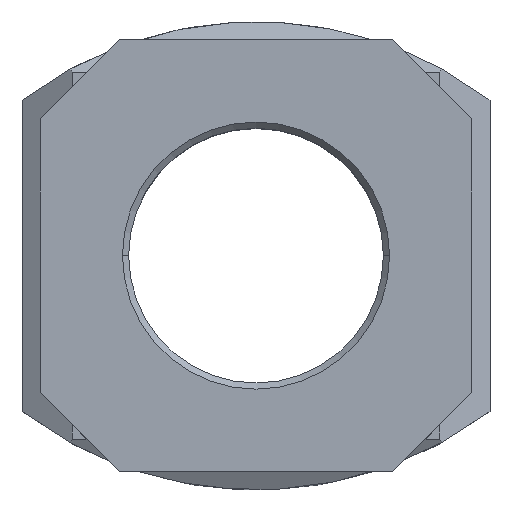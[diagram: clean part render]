
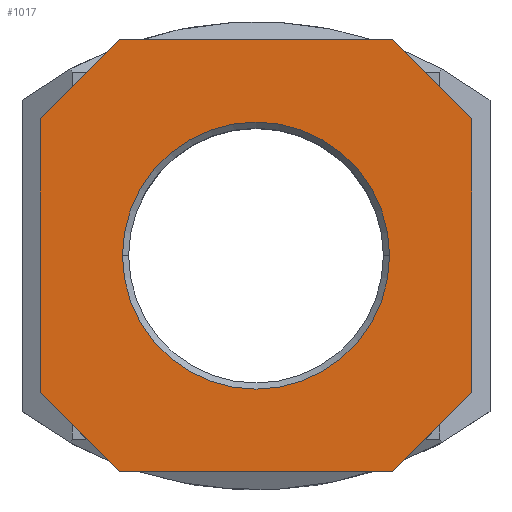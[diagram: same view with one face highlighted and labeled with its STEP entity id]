
A CAD part, top view. The second image highlights one B-rep face of the part: STEP entity #1017.
In plain terms, the highlighted planar face has unit normal (0, 0, 1).
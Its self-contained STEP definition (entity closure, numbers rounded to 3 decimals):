
#26 = ORIENTED_EDGE ( 'NONE', *, *, #1472, .F. ) ;
#34 = CIRCLE ( 'NONE', #701, 10.986 ) ;
#61 = FACE_BOUND ( 'NONE', #268, .T. ) ;
#72 = LINE ( 'NONE', #665, #1356 ) ;
#83 = CARTESIAN_POINT ( 'NONE',  ( -17.75, 11.25, 18. ) ) ;
#85 = DIRECTION ( 'NONE',  ( 1., 0., 0. ) ) ;
#100 = EDGE_LOOP ( 'NONE', ( #1492, #695, #182, #499, #26, #454, #149, #840 ) ) ;
#149 = ORIENTED_EDGE ( 'NONE', *, *, #1190, .F. ) ;
#182 = ORIENTED_EDGE ( 'NONE', *, *, #1212, .F. ) ;
#203 = VERTEX_POINT ( 'NONE', #788 ) ;
#211 = LINE ( 'NONE', #83, #784 ) ;
#213 = DIRECTION ( 'NONE',  ( 0., 0., 1. ) ) ;
#221 = LINE ( 'NONE', #1532, #1436 ) ;
#226 = CARTESIAN_POINT ( 'NONE',  ( 0., -17.75, 18. ) ) ;
#263 = CARTESIAN_POINT ( 'NONE',  ( -10.986, 0., 18. ) ) ;
#268 = EDGE_LOOP ( 'NONE', ( #379, #853 ) ) ;
#274 = VECTOR ( 'NONE', #290, 1000. ) ;
#285 = VECTOR ( 'NONE', #1397, 1000. ) ;
#290 = DIRECTION ( 'NONE',  ( 0., -1., 0. ) ) ;
#326 = FACE_OUTER_BOUND ( 'NONE', #100, .T. ) ;
#359 = CARTESIAN_POINT ( 'NONE',  ( 11.25, 17.75, 18. ) ) ;
#366 = VECTOR ( 'NONE', #742, 1000. ) ;
#373 = LINE ( 'NONE', #390, #366 ) ;
#379 = ORIENTED_EDGE ( 'NONE', *, *, #1548, .F. ) ;
#383 = CARTESIAN_POINT ( 'NONE',  ( 0., 0., 18. ) ) ;
#390 = CARTESIAN_POINT ( 'NONE',  ( 0., 17.75, 18. ) ) ;
#411 = VERTEX_POINT ( 'NONE', #1130 ) ;
#454 = ORIENTED_EDGE ( 'NONE', *, *, #552, .T. ) ;
#499 = ORIENTED_EDGE ( 'NONE', *, *, #609, .T. ) ;
#510 = CARTESIAN_POINT ( 'NONE',  ( 0., 0., 18. ) ) ;
#513 = CARTESIAN_POINT ( 'NONE',  ( 11.25, 17.75, 18. ) ) ;
#523 = EDGE_CURVE ( 'NONE', #1585, #411, #1648, .T. ) ;
#526 = DIRECTION ( 'NONE',  ( 1., 0., 0. ) ) ;
#552 = EDGE_CURVE ( 'NONE', #832, #1165, #1393, .T. ) ;
#555 = VERTEX_POINT ( 'NONE', #359 ) ;
#579 = PLANE ( 'NONE',  #965 ) ;
#609 = EDGE_CURVE ( 'NONE', #1629, #203, #671, .T. ) ;
#634 = VECTOR ( 'NONE', #526, 1000. ) ;
#647 = CARTESIAN_POINT ( 'NONE',  ( -11.25, -17.75, 18. ) ) ;
#665 = CARTESIAN_POINT ( 'NONE',  ( 17.75, 0., 18. ) ) ;
#671 = LINE ( 'NONE', #1189, #274 ) ;
#695 = ORIENTED_EDGE ( 'NONE', *, *, #1033, .T. ) ;
#701 = AXIS2_PLACEMENT_3D ( 'NONE', #383, #924, #931 ) ;
#732 = VERTEX_POINT ( 'NONE', #1580 ) ;
#742 = DIRECTION ( 'NONE',  ( -1., 0., 0. ) ) ;
#782 = LINE ( 'NONE', #513, #285 ) ;
#784 = VECTOR ( 'NONE', #1122, 1000. ) ;
#788 = CARTESIAN_POINT ( 'NONE',  ( -17.75, -11.25, 18. ) ) ;
#790 = DIRECTION ( 'NONE',  ( -0.707, 0.707, 0. ) ) ;
#798 = LINE ( 'NONE', #1163, #888 ) ;
#832 = VERTEX_POINT ( 'NONE', #647 ) ;
#840 = ORIENTED_EDGE ( 'NONE', *, *, #1191, .T. ) ;
#853 = ORIENTED_EDGE ( 'NONE', *, *, #523, .F. ) ;
#873 = CARTESIAN_POINT ( 'NONE',  ( 11.25, -17.75, 18. ) ) ;
#888 = VECTOR ( 'NONE', #1294, 1000. ) ;
#924 = DIRECTION ( 'NONE',  ( 0., 0., 1. ) ) ;
#931 = DIRECTION ( 'NONE',  ( 1., 0., 0. ) ) ;
#958 = CARTESIAN_POINT ( 'NONE',  ( -17.75, 11.25, 18. ) ) ;
#965 = AXIS2_PLACEMENT_3D ( 'NONE', #510, #1658, #1522 ) ;
#1017 = ADVANCED_FACE ( 'NONE', ( #326, #61 ), #579, .T. ) ;
#1033 = EDGE_CURVE ( 'NONE', #555, #732, #373, .T. ) ;
#1057 = AXIS2_PLACEMENT_3D ( 'NONE', #1666, #213, #85 ) ;
#1122 = DIRECTION ( 'NONE',  ( 0.707, 0.707, 0. ) ) ;
#1130 = CARTESIAN_POINT ( 'NONE',  ( 10.986, 0., 18. ) ) ;
#1163 = CARTESIAN_POINT ( 'NONE',  ( 17.75, -11.25, 18. ) ) ;
#1165 = VERTEX_POINT ( 'NONE', #873 ) ;
#1175 = CARTESIAN_POINT ( 'NONE',  ( 17.75, -11.25, 18. ) ) ;
#1189 = CARTESIAN_POINT ( 'NONE',  ( -17.75, 0., 18. ) ) ;
#1190 = EDGE_CURVE ( 'NONE', #1561, #1165, #798, .T. ) ;
#1191 = EDGE_CURVE ( 'NONE', #1561, #1519, #72, .T. ) ;
#1212 = EDGE_CURVE ( 'NONE', #1629, #732, #211, .T. ) ;
#1288 = CARTESIAN_POINT ( 'NONE',  ( 17.75, 11.25, 18. ) ) ;
#1294 = DIRECTION ( 'NONE',  ( -0.707, -0.707, 0. ) ) ;
#1356 = VECTOR ( 'NONE', #1631, 1000. ) ;
#1361 = EDGE_CURVE ( 'NONE', #555, #1519, #782, .T. ) ;
#1393 = LINE ( 'NONE', #226, #634 ) ;
#1397 = DIRECTION ( 'NONE',  ( 0.707, -0.707, 0. ) ) ;
#1436 = VECTOR ( 'NONE', #790, 1000. ) ;
#1472 = EDGE_CURVE ( 'NONE', #832, #203, #221, .T. ) ;
#1492 = ORIENTED_EDGE ( 'NONE', *, *, #1361, .F. ) ;
#1519 = VERTEX_POINT ( 'NONE', #1288 ) ;
#1522 = DIRECTION ( 'NONE',  ( 0., -1., 0. ) ) ;
#1532 = CARTESIAN_POINT ( 'NONE',  ( -11.25, -17.75, 18. ) ) ;
#1548 = EDGE_CURVE ( 'NONE', #411, #1585, #34, .T. ) ;
#1561 = VERTEX_POINT ( 'NONE', #1175 ) ;
#1580 = CARTESIAN_POINT ( 'NONE',  ( -11.25, 17.75, 18. ) ) ;
#1585 = VERTEX_POINT ( 'NONE', #263 ) ;
#1629 = VERTEX_POINT ( 'NONE', #958 ) ;
#1631 = DIRECTION ( 'NONE',  ( 0., 1., 0. ) ) ;
#1648 = CIRCLE ( 'NONE', #1057, 10.986 ) ;
#1658 = DIRECTION ( 'NONE',  ( 0., 0., 1. ) ) ;
#1666 = CARTESIAN_POINT ( 'NONE',  ( 0., 0., 18. ) ) ;
